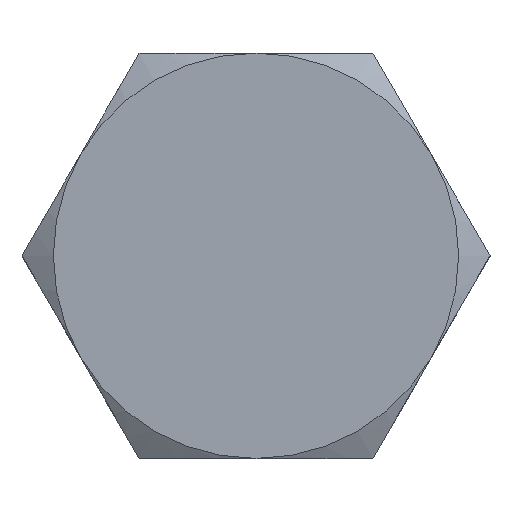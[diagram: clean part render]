
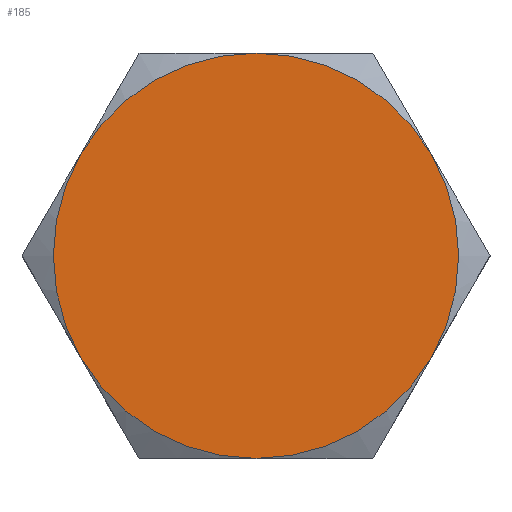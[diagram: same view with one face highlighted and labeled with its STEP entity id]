
A CAD part, top view. The second image highlights one B-rep face of the part: STEP entity #185.
In plain terms, the highlighted planar face has unit normal (0, 0, 1).
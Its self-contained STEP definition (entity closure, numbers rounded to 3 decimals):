
#66 = VERTEX_POINT ( 'NONE', #677 ) ;
#68 = VERTEX_POINT ( 'NONE', #672 ) ;
#79 = VERTEX_POINT ( 'NONE', #229 ) ;
#103 = VERTEX_POINT ( 'NONE', #292 ) ;
#123 = VERTEX_POINT ( 'NONE', #398 ) ;
#143 = VERTEX_POINT ( 'NONE', #403 ) ;
#179 = ORIENTED_EDGE ( 'NONE', *, *, #191, .T. ) ;
#180 = ORIENTED_EDGE ( 'NONE', *, *, #188, .T. ) ;
#185 = ADVANCED_FACE ( 'NONE', ( #380 ), #553, .F. ) ;
#186 = EDGE_LOOP ( 'NONE', ( #179, #180, #216, #190, #196, #212 ) ) ;
#188 = EDGE_CURVE ( 'NONE', #79, #68, #501, .T. ) ;
#189 = EDGE_CURVE ( 'NONE', #143, #123, #523, .T. ) ;
#190 = ORIENTED_EDGE ( 'NONE', *, *, #189, .T. ) ;
#191 = EDGE_CURVE ( 'NONE', #103, #79, #537, .T. ) ;
#193 = EDGE_CURVE ( 'NONE', #68, #143, #491, .T. ) ;
#196 = ORIENTED_EDGE ( 'NONE', *, *, #209, .T. ) ;
#203 = EDGE_CURVE ( 'NONE', #66, #103, #502, .T. ) ;
#209 = EDGE_CURVE ( 'NONE', #123, #66, #549, .T. ) ;
#212 = ORIENTED_EDGE ( 'NONE', *, *, #203, .T. ) ;
#216 = ORIENTED_EDGE ( 'NONE', *, *, #193, .T. ) ;
#229 = CARTESIAN_POINT ( 'NONE',  ( 21.651, -12.5, 15. ) ) ;
#292 = CARTESIAN_POINT ( 'NONE',  ( 0., -25., 15. ) ) ;
#380 = FACE_OUTER_BOUND ( 'NONE', #186, .T. ) ;
#398 = CARTESIAN_POINT ( 'NONE',  ( -21.651, 12.5, 15. ) ) ;
#403 = CARTESIAN_POINT ( 'NONE',  ( 0., 25., 15. ) ) ;
#489 = DIRECTION ( 'NONE',  ( 0., 0., 1. ) ) ;
#490 = AXIS2_PLACEMENT_3D ( 'NONE', #538, #489, #512 ) ;
#491 = CIRCLE ( 'NONE', #490, 25. ) ;
#493 = CARTESIAN_POINT ( 'NONE',  ( 0., 0., 15. ) ) ;
#497 = CARTESIAN_POINT ( 'NONE',  ( 0., 25., 15. ) ) ;
#498 = DIRECTION ( 'NONE',  ( 0., -1., 0. ) ) ;
#499 = DIRECTION ( 'NONE',  ( 0., 0., 1. ) ) ;
#500 = AXIS2_PLACEMENT_3D ( 'NONE', #493, #499, #498 ) ;
#501 = CIRCLE ( 'NONE', #500, 25. ) ;
#502 = CIRCLE ( 'NONE', #545, 25. ) ;
#507 = DIRECTION ( 'NONE',  ( 0., 0., -1. ) ) ;
#508 = AXIS2_PLACEMENT_3D ( 'NONE', #497, #507, #513 ) ;
#509 = DIRECTION ( 'NONE',  ( 0., -1., 0. ) ) ;
#510 = DIRECTION ( 'NONE',  ( 0., 0., 1. ) ) ;
#512 = DIRECTION ( 'NONE',  ( 0., -1., 0. ) ) ;
#513 = DIRECTION ( 'NONE',  ( 0., 1., 0. ) ) ;
#520 = DIRECTION ( 'NONE',  ( 0., -1., 0. ) ) ;
#521 = DIRECTION ( 'NONE',  ( 0., 0., 1. ) ) ;
#522 = AXIS2_PLACEMENT_3D ( 'NONE', #546, #521, #520 ) ;
#523 = CIRCLE ( 'NONE', #522, 25. ) ;
#533 = DIRECTION ( 'NONE',  ( 0., -1., 0. ) ) ;
#534 = DIRECTION ( 'NONE',  ( 0., 0., 1. ) ) ;
#535 = CARTESIAN_POINT ( 'NONE',  ( 0., 0., 15. ) ) ;
#536 = AXIS2_PLACEMENT_3D ( 'NONE', #547, #510, #509 ) ;
#537 = CIRCLE ( 'NONE', #536, 25. ) ;
#538 = CARTESIAN_POINT ( 'NONE',  ( 0., 0., 15. ) ) ;
#542 = DIRECTION ( 'NONE',  ( 0., -1., 0. ) ) ;
#543 = DIRECTION ( 'NONE',  ( 0., 0., 1. ) ) ;
#544 = CARTESIAN_POINT ( 'NONE',  ( 0., 0., 15. ) ) ;
#545 = AXIS2_PLACEMENT_3D ( 'NONE', #544, #543, #542 ) ;
#546 = CARTESIAN_POINT ( 'NONE',  ( 0., 0., 15. ) ) ;
#547 = CARTESIAN_POINT ( 'NONE',  ( 0., 0., 15. ) ) ;
#548 = AXIS2_PLACEMENT_3D ( 'NONE', #535, #534, #533 ) ;
#549 = CIRCLE ( 'NONE', #548, 25. ) ;
#553 = PLANE ( 'NONE',  #508 ) ;
#672 = CARTESIAN_POINT ( 'NONE',  ( 21.651, 12.5, 15. ) ) ;
#677 = CARTESIAN_POINT ( 'NONE',  ( -21.651, -12.5, 15. ) ) ;
